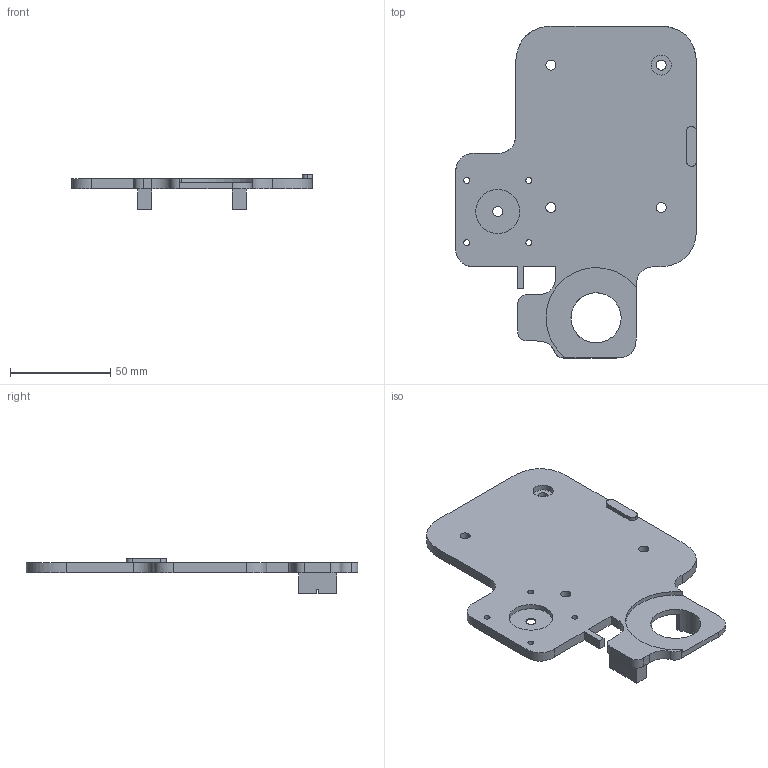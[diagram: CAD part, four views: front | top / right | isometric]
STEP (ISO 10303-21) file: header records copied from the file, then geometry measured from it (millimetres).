
FILE_DESCRIPTION(/* description */ ('STEP AP242','CAx-IF Rec.Pracs.---Representation and Presentation of Product Manufacturing Information (PMI)---4.0---2014-10-13','CAx-IF Rec.Pracs.---3D Tessellated Geometry---0.4---2014-09-14','2;1'),/* implementation_level */ '2;1');
FILE_NAME(/* name */ '681f77b788f8237c677e7f87',/* time_stamp */ '2025-05-10T15:58:48Z',/* author */ (''),/* organization */ (''),/* preprocessor_version */ 'ST-DEVELOPER v20',/* originating_system */ 'ONSHAPE BY PTC INC, 1.197',/* authorisation */ ' ');
FILE_SCHEMA (('AP242_MANAGED_MODEL_BASED_3D_ENGINEERING_MIM_LF { 1 0 10303 442 1 1 4 }'));
Length unit declared in the file: metre
Products named in the file (1): plaque
Bounding box: 120 x 165.5 x 17 mm (x, y, z)
Volume: 65899.2 mm3; surface area: 33548.5 mm2
Topology: 1 solids, 1 shells, 85 faces, 230 edges, 155 vertices
Faces by surface type: plane 51, cylinder 17, bspline 17
Full cylindrical faces by diameter (mm): 2.3 x4, 3 x4, 5 x5, 10 x1, 22 x1, 25 x1
Entity records: 3314 total; most frequent: CARTESIAN_POINT 1347, ORIENTED_EDGE 416, DIRECTION 319, EDGE_CURVE 208, VERTEX_POINT 149, EDGE_LOOP 129, FACE_BOUND 129, LINE 107
